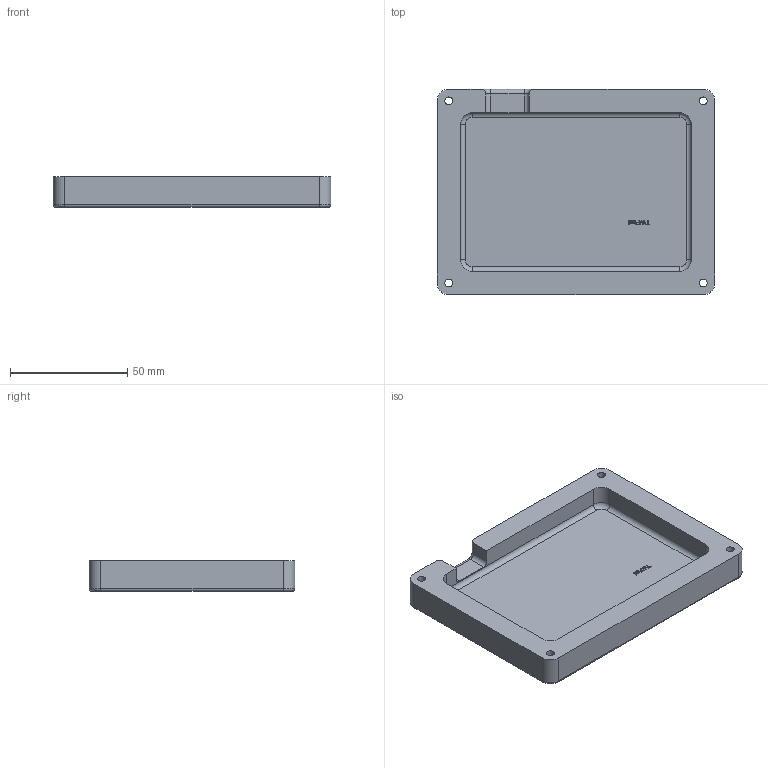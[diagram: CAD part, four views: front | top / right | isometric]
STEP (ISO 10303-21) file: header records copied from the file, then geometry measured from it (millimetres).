
FILE_DESCRIPTION(/* description */ (''),/* implementation_level */ '2;1');
FILE_NAME(/* name */ 'TWPad_Bottom.step',/* time_stamp */ '2025-12-14T14:16:02+01:00',/* author */ (''),/* organization */ (''),/* preprocessor_version */ 'ST-DEVELOPER v20.1',/* originating_system */ 'Autodesk Translation Framework v14.21.0.0',/* authorisation */ '');
FILE_SCHEMA (('AUTOMOTIVE_DESIGN { 1 0 10303 214 3 1 1 }'));
Length unit declared in the file: millimetre
Products named in the file (1): TWPad_Bottom
Bounding box: 118.6 x 87.7 x 13 mm (x, y, z)
Volume: 66478.5 mm3; surface area: 29223.2 mm2
Topology: 1 solids, 1 shells, 170 faces, 448 edges, 292 vertices
Faces by surface type: bspline 67, plane 64, cylinder 29, torus 10
Full cylindrical faces by diameter (mm): 3.4 x4, 6 x4
Entity records: 6033 total; most frequent: CARTESIAN_POINT 2184, ORIENTED_EDGE 896, DIRECTION 590, EDGE_CURVE 448, VERTEX_POINT 292, LINE 246, VECTOR 246, EDGE_LOOP 190
